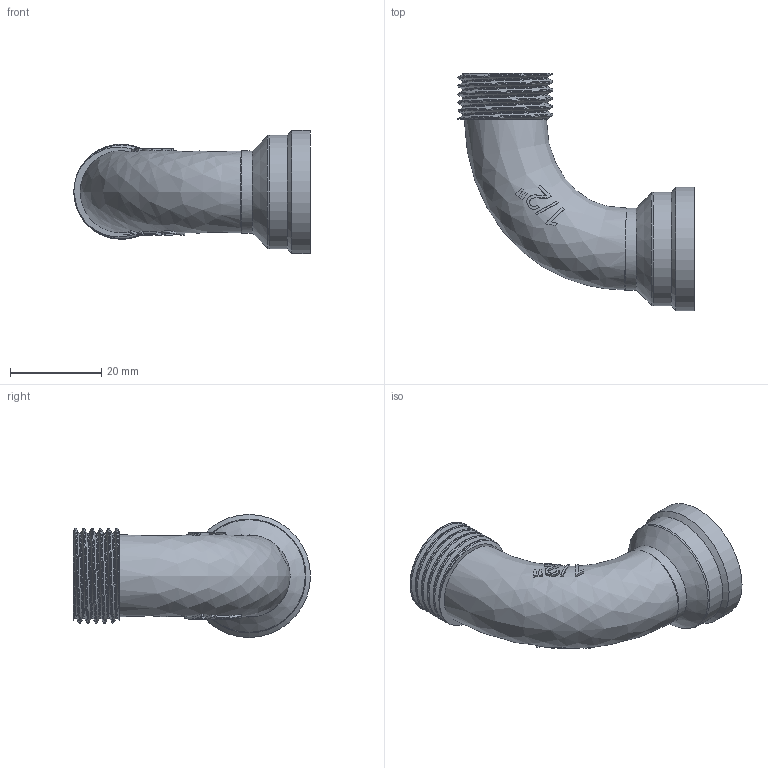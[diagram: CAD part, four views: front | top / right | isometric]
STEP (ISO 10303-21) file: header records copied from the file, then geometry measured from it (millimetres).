
FILE_DESCRIPTION(/* description */ (''),/* implementation_level */ '2;1');
FILE_NAME(/* name */ 'MF0402.020.020.step',/* time_stamp */ '2026-01-21T12:57:10+01:00',/* author */ (''),/* organization */ (''),/* preprocessor_version */ 'ST-DEVELOPER v20.1',/* originating_system */ 'Autodesk Translation Framework v14.21.0.0',/* authorisation */ '');
FILE_SCHEMA (('AUTOMOTIVE_DESIGN { 1 0 10303 214 3 1 1 }'));
Length unit declared in the file: millimetre
Products named in the file (1): 2026-01-20-16-17-40-034
Bounding box: 51.81 x 51.99 x 27 mm (x, y, z)
Volume: 8632.2 mm3; surface area: 8822.2 mm2
Topology: 1 solids, 1 shells, 106 faces, 270 edges, 175 vertices
Faces by surface type: bspline 78, cylinder 17, cone 5, plane 5, torus 1
Full cylindrical faces by diameter (mm): 15.4 x1, 18.631 x5, 20.858 x1, 22.911 x4, 25 x1, 27 x1
Entity records: 11478 total; most frequent: CARTESIAN_POINT 9459, ORIENTED_EDGE 536, EDGE_CURVE 268, B_SPLINE_CURVE_WITH_KNOTS 180, VERTEX_POINT 174, DIRECTION 164, EDGE_LOOP 118, FACE_OUTER_BOUND 106
